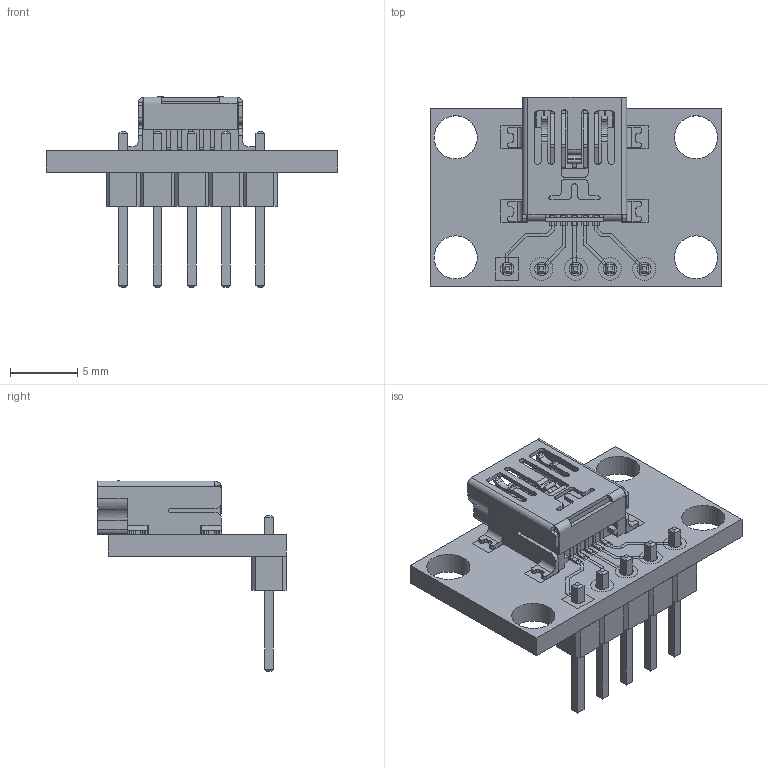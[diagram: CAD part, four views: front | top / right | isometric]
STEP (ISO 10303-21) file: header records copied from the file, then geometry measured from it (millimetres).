
FILE_DESCRIPTION(('FreeCAD Model'),'2;1');
FILE_NAME('Open CASCADE Shape Model','2023-11-04T15:42:53',(''),(''), 'Open CASCADE STEP processor 7.6','FreeCAD','Unknown');
FILE_SCHEMA(('AUTOMOTIVE_DESIGN { 1 0 10303 214 1 1 1 1 }'));
Length unit declared in the file: millimetre
Products named in the file (11): 04 microUSB; Board_Geoms_d88a; Pcb_d88a; topPads_d88a_cut; topTracks_d88a; botPads_d88a; Step_Models_d88a; Top_d88a; J1_USB_Mini-B_Lumberg_2486_01_Horizontal_1d60fd5b61f7; Bot_d88a; J2_PinHeader_1x05_P254mm_Vertical_68f5dd097ced
Assembly tree (10 placements, depth 4):
  04 microUSB
    Board_Geoms_d88a
      Pcb_d88a
      topPads_d88a_cut
      topTracks_d88a
      botPads_d88a
    Step_Models_d88a
      Top_d88a
        J1_USB_Mini-B_Lumberg_2486_01_Horizontal_1d60fd5b61f7
      Bot_d88a
        J2_PinHeader_1x05_P254mm_Vertical_68f5dd097ced
Bounding box: 21.59 x 14.01 x 14.14 mm (x, y, z)
Volume: 654.7 mm3; surface area: 1622.7 mm2
Topology: 3 solids, 27 shells, 637 faces, 1888 edges, 1269 vertices
Faces by surface type: plane 460, cylinder 175, torus 2
Full cylindrical faces by diameter (mm): 0.8 x2, 1 x7, 3.2 x4
Entity records: 26104 total; most frequent: CARTESIAN_POINT 3976, ORIENTED_EDGE 3654, DIRECTION 3584, EDGE_CURVE 1888, LINE 1476, VECTOR 1476, VERTEX_POINT 1269, AXIS2_PLACEMENT_3D 1054
